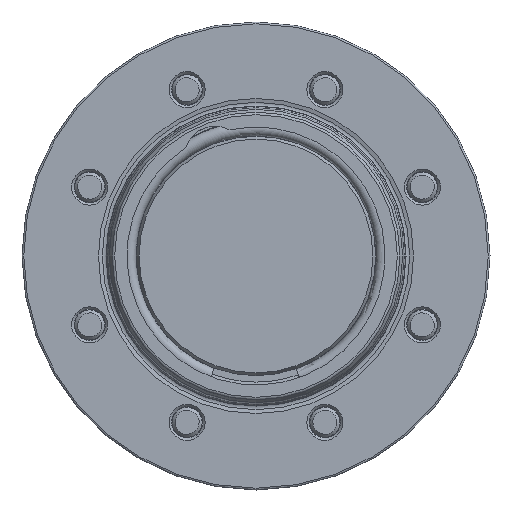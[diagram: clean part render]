
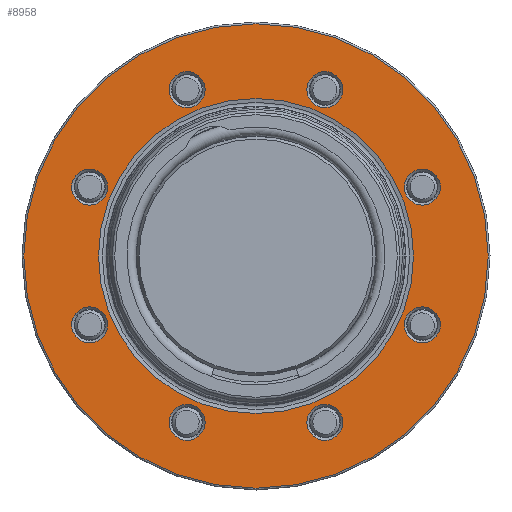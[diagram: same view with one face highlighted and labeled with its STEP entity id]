
A CAD part, front view. The second image highlights one B-rep face of the part: STEP entity #8958.
In plain terms, the highlighted planar face has unit normal (0, -1, 0).
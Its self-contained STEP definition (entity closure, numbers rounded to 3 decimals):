
#57 = AXIS2_PLACEMENT_3D ( 'NONE', #11875, #12999, #15393 ) ;
#209 = ORIENTED_EDGE ( 'NONE', *, *, #7940, .T. ) ;
#331 = CARTESIAN_POINT ( 'NONE',  ( 0., -6.8, 26.252 ) ) ;
#482 = DIRECTION ( 'NONE',  ( 0., 0., 1. ) ) ;
#484 = CIRCLE ( 'NONE', #6668, 38.7 ) ;
#706 = CARTESIAN_POINT ( 'NONE',  ( -11.481, -6.8, -24.716 ) ) ;
#764 = EDGE_LOOP ( 'NONE', ( #14745 ) ) ;
#838 = EDGE_CURVE ( 'NONE', #8771, #8771, #6624, .T. ) ;
#930 = CARTESIAN_POINT ( 'NONE',  ( 11.481, -6.8, -27.716 ) ) ;
#961 = VERTEX_POINT ( 'NONE', #706 ) ;
#1272 = DIRECTION ( 'NONE',  ( 0., 0., 1. ) ) ;
#1698 = CARTESIAN_POINT ( 'NONE',  ( 11.481, -6.8, -24.716 ) ) ;
#1710 = PLANE ( 'NONE',  #14181 ) ;
#1879 = ORIENTED_EDGE ( 'NONE', *, *, #12719, .T. ) ;
#2285 = VERTEX_POINT ( 'NONE', #14727 ) ;
#2315 = AXIS2_PLACEMENT_3D ( 'NONE', #14741, #6146, #3826 ) ;
#2348 = ORIENTED_EDGE ( 'NONE', *, *, #838, .T. ) ;
#2732 = EDGE_CURVE ( 'NONE', #2285, #2285, #8801, .T. ) ;
#2795 = ORIENTED_EDGE ( 'NONE', *, *, #12526, .F. ) ;
#2922 = FACE_BOUND ( 'NONE', #9191, .T. ) ;
#3116 = FACE_BOUND ( 'NONE', #13116, .T. ) ;
#3349 = DIRECTION ( 'NONE',  ( 0., 0., 1. ) ) ;
#3393 = CARTESIAN_POINT ( 'NONE',  ( -27.716, -6.8, 14.481 ) ) ;
#3424 = VERTEX_POINT ( 'NONE', #331 ) ;
#3739 = EDGE_CURVE ( 'NONE', #8368, #8368, #5998, .T. ) ;
#3765 = CARTESIAN_POINT ( 'NONE',  ( 0., -6.8, 0. ) ) ;
#3790 = AXIS2_PLACEMENT_3D ( 'NONE', #12463, #11370, #9967 ) ;
#3826 = DIRECTION ( 'NONE',  ( 0., 0., 1. ) ) ;
#4061 = EDGE_LOOP ( 'NONE', ( #14527 ) ) ;
#4099 = CIRCLE ( 'NONE', #7682, 3. ) ;
#4120 = DIRECTION ( 'NONE',  ( 0., 1., 0. ) ) ;
#4442 = EDGE_LOOP ( 'NONE', ( #209 ) ) ;
#4573 = VERTEX_POINT ( 'NONE', #8968 ) ;
#4982 = CIRCLE ( 'NONE', #57, 3. ) ;
#4986 = AXIS2_PLACEMENT_3D ( 'NONE', #6763, #6705, #15296 ) ;
#5360 = CARTESIAN_POINT ( 'NONE',  ( 27.716, -6.8, 14.481 ) ) ;
#5674 = ORIENTED_EDGE ( 'NONE', *, *, #11925, .T. ) ;
#5700 = VERTEX_POINT ( 'NONE', #1698 ) ;
#5998 = CIRCLE ( 'NONE', #2315, 3. ) ;
#6022 = CARTESIAN_POINT ( 'NONE',  ( 0., -6.8, 0. ) ) ;
#6146 = DIRECTION ( 'NONE',  ( 0., 1., 0. ) ) ;
#6166 = ORIENTED_EDGE ( 'NONE', *, *, #15501, .T. ) ;
#6239 = AXIS2_PLACEMENT_3D ( 'NONE', #3765, #15680, #12118 ) ;
#6438 = DIRECTION ( 'NONE',  ( 0., 0., 1. ) ) ;
#6494 = CARTESIAN_POINT ( 'NONE',  ( 0., -6.8, 38.7 ) ) ;
#6624 = CIRCLE ( 'NONE', #3790, 3. ) ;
#6668 = AXIS2_PLACEMENT_3D ( 'NONE', #6022, #9701, #1272 ) ;
#6705 = DIRECTION ( 'NONE',  ( 0., 1., 0. ) ) ;
#6763 = CARTESIAN_POINT ( 'NONE',  ( -11.481, -6.8, 27.716 ) ) ;
#6830 = VERTEX_POINT ( 'NONE', #5360 ) ;
#6933 = EDGE_LOOP ( 'NONE', ( #2795 ) ) ;
#7520 = CARTESIAN_POINT ( 'NONE',  ( 27.716, -6.8, -8.481 ) ) ;
#7682 = AXIS2_PLACEMENT_3D ( 'NONE', #930, #10648, #3349 ) ;
#7703 = DIRECTION ( 'NONE',  ( 0., 0., 1. ) ) ;
#7935 = DIRECTION ( 'NONE',  ( 0., 1., 0. ) ) ;
#7940 = EDGE_CURVE ( 'NONE', #11066, #11066, #8833, .T. ) ;
#8054 = FACE_BOUND ( 'NONE', #4442, .T. ) ;
#8062 = CIRCLE ( 'NONE', #9342, 3. ) ;
#8368 = VERTEX_POINT ( 'NONE', #9712 ) ;
#8455 = CIRCLE ( 'NONE', #6239, 26.252 ) ;
#8771 = VERTEX_POINT ( 'NONE', #3393 ) ;
#8801 = CIRCLE ( 'NONE', #4986, 3. ) ;
#8833 = CIRCLE ( 'NONE', #11410, 3. ) ;
#8958 = ADVANCED_FACE ( 'NONE', ( #9573, #3116, #15109, #9199, #2922, #15661, #11857, #8054, #10334, #13766 ), #1710, .F. ) ;
#8968 = CARTESIAN_POINT ( 'NONE',  ( -27.716, -6.8, -8.481 ) ) ;
#9160 = DIRECTION ( 'NONE',  ( 0., 0., 1. ) ) ;
#9191 = EDGE_LOOP ( 'NONE', ( #1879 ) ) ;
#9199 = FACE_BOUND ( 'NONE', #13477, .T. ) ;
#9342 = AXIS2_PLACEMENT_3D ( 'NONE', #13644, #4120, #482 ) ;
#9573 = FACE_BOUND ( 'NONE', #4061, .T. ) ;
#9701 = DIRECTION ( 'NONE',  ( 0., 1., 0. ) ) ;
#9712 = CARTESIAN_POINT ( 'NONE',  ( 11.481, -6.8, 30.716 ) ) ;
#9967 = DIRECTION ( 'NONE',  ( 0., 0., 1. ) ) ;
#10156 = DIRECTION ( 'NONE',  ( 0., 1., 0. ) ) ;
#10334 = FACE_OUTER_BOUND ( 'NONE', #6933, .T. ) ;
#10648 = DIRECTION ( 'NONE',  ( 0., 1., 0. ) ) ;
#11066 = VERTEX_POINT ( 'NONE', #7520 ) ;
#11161 = ORIENTED_EDGE ( 'NONE', *, *, #2732, .T. ) ;
#11227 = DIRECTION ( 'NONE',  ( 0., 1., 0. ) ) ;
#11370 = DIRECTION ( 'NONE',  ( 0., 1., 0. ) ) ;
#11410 = AXIS2_PLACEMENT_3D ( 'NONE', #11433, #11227, #6438 ) ;
#11433 = CARTESIAN_POINT ( 'NONE',  ( 27.716, -6.8, -11.481 ) ) ;
#11834 = EDGE_CURVE ( 'NONE', #5700, #5700, #4099, .T. ) ;
#11857 = FACE_BOUND ( 'NONE', #764, .T. ) ;
#11875 = CARTESIAN_POINT ( 'NONE',  ( -11.481, -6.8, -27.716 ) ) ;
#11925 = EDGE_CURVE ( 'NONE', #3424, #3424, #8455, .T. ) ;
#12118 = DIRECTION ( 'NONE',  ( 0., 0., 1. ) ) ;
#12315 = EDGE_LOOP ( 'NONE', ( #11161 ) ) ;
#12463 = CARTESIAN_POINT ( 'NONE',  ( -27.716, -6.8, 11.481 ) ) ;
#12526 = EDGE_CURVE ( 'NONE', #14280, #14280, #484, .T. ) ;
#12719 = EDGE_CURVE ( 'NONE', #4573, #4573, #8062, .T. ) ;
#12754 = CARTESIAN_POINT ( 'NONE',  ( 38.7, -6.8, 0. ) ) ;
#12914 = EDGE_LOOP ( 'NONE', ( #6166 ) ) ;
#12999 = DIRECTION ( 'NONE',  ( 0., 1., 0. ) ) ;
#13116 = EDGE_LOOP ( 'NONE', ( #14110 ) ) ;
#13477 = EDGE_LOOP ( 'NONE', ( #2348 ) ) ;
#13644 = CARTESIAN_POINT ( 'NONE',  ( -27.716, -6.8, -11.481 ) ) ;
#13766 = FACE_BOUND ( 'NONE', #14025, .T. ) ;
#14025 = EDGE_LOOP ( 'NONE', ( #5674 ) ) ;
#14110 = ORIENTED_EDGE ( 'NONE', *, *, #3739, .T. ) ;
#14181 = AXIS2_PLACEMENT_3D ( 'NONE', #12754, #10156, #7703 ) ;
#14280 = VERTEX_POINT ( 'NONE', #6494 ) ;
#14491 = AXIS2_PLACEMENT_3D ( 'NONE', #15127, #7935, #9160 ) ;
#14527 = ORIENTED_EDGE ( 'NONE', *, *, #15423, .T. ) ;
#14727 = CARTESIAN_POINT ( 'NONE',  ( -11.481, -6.8, 30.716 ) ) ;
#14741 = CARTESIAN_POINT ( 'NONE',  ( 11.481, -6.8, 27.716 ) ) ;
#14745 = ORIENTED_EDGE ( 'NONE', *, *, #11834, .T. ) ;
#15109 = FACE_BOUND ( 'NONE', #12315, .T. ) ;
#15127 = CARTESIAN_POINT ( 'NONE',  ( 27.716, -6.8, 11.481 ) ) ;
#15296 = DIRECTION ( 'NONE',  ( 0., 0., 1. ) ) ;
#15393 = DIRECTION ( 'NONE',  ( 0., 0., 1. ) ) ;
#15423 = EDGE_CURVE ( 'NONE', #6830, #6830, #15641, .T. ) ;
#15501 = EDGE_CURVE ( 'NONE', #961, #961, #4982, .T. ) ;
#15641 = CIRCLE ( 'NONE', #14491, 3. ) ;
#15661 = FACE_BOUND ( 'NONE', #12914, .T. ) ;
#15680 = DIRECTION ( 'NONE',  ( 0., 1., 0. ) ) ;
